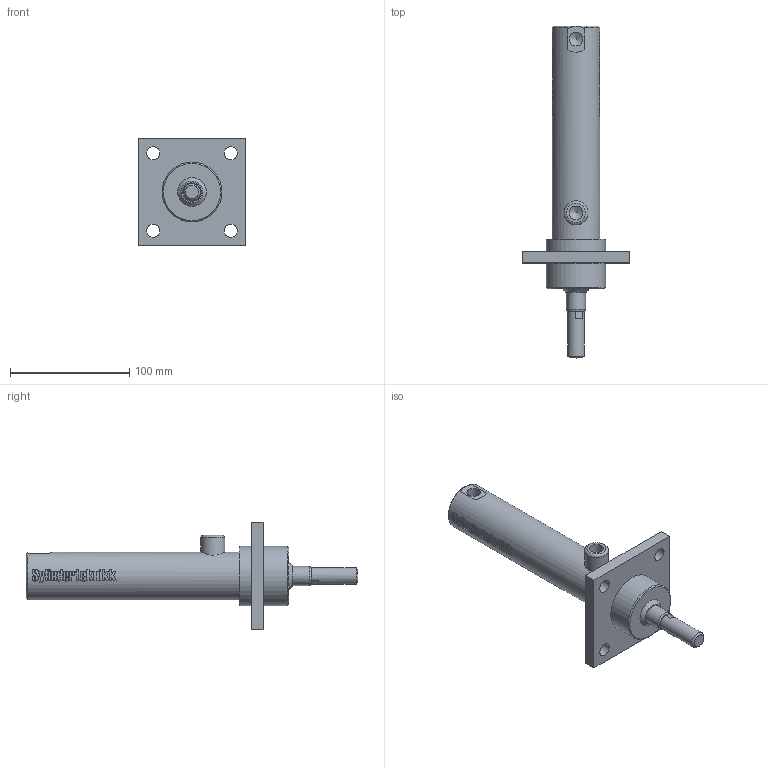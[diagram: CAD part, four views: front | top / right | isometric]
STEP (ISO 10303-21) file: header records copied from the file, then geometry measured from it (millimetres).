
FILE_DESCRIPTION((''),'2;1');
FILE_NAME('DVGF30_16 (2).stp','2010-04-15T09:40:47',('tribel'),(''),'Autodesk Inventor 2009','Autodesk Inventor 2009','');
FILE_SCHEMA(('AUTOMOTIVE_DESIGN { 1 0 10303 214 1 1 1 1 }'));
Length unit declared in the file: millimetre
Products named in the file (4): DVGF30_16 (2); DVGF30_16_body; DVGF30_16_stang; DVGF30_16_Parameters
Assembly tree (3 placements, depth 2):
  DVGF30_16 (2)
    DVGF30_16_body
    DVGF30_16_stang
    DVGF30_16_Parameters
Bounding box: 90 x 278 x 90 mm (x, y, z)
Volume: 324427.3 mm3; surface area: 80717.7 mm2
Topology: 2 solids, 3 shells, 470 faces, 1255 edges, 837 vertices
Faces by surface type: plane 259, bspline 150, cylinder 52, cone 5, torus 3, sphere 1
Full cylindrical faces by diameter (mm): 14 x1, 16 x2, 20 x1, 30 x2, 40 x1, 50 x2
Entity records: 44756 total; most frequent: CARTESIAN_POINT 34294, ORIENTED_EDGE 2424, DIRECTION 1550, EDGE_CURVE 1214, VERTEX_POINT 822, EDGE_LOOP 552, AXIS2_PLACEMENT_3D 520, B_SPLINE_CURVE_WITH_KNOTS 511
